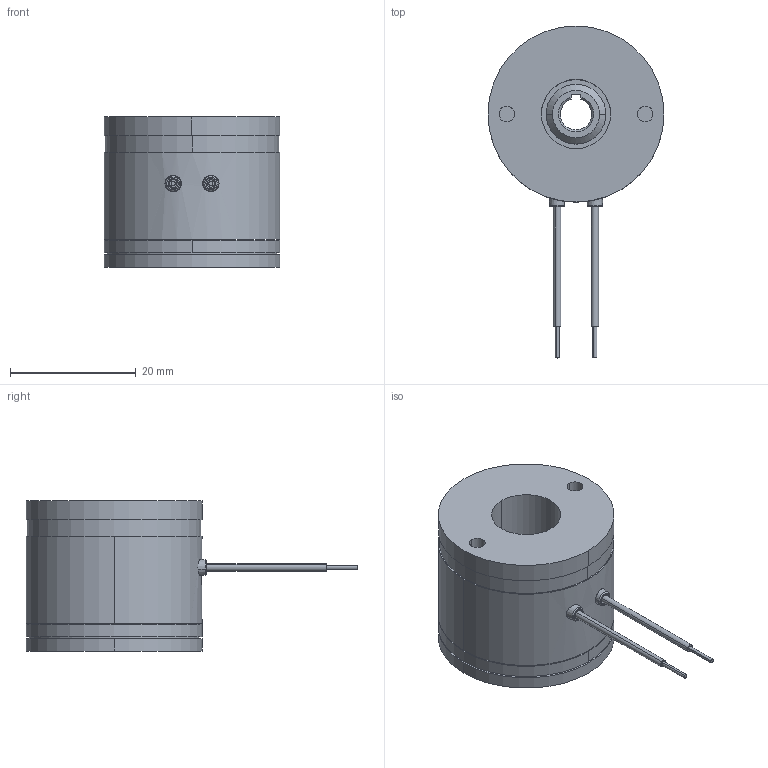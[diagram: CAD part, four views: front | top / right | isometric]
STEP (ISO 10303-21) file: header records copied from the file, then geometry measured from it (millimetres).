
FILE_DESCRIPTION (( 'STEP AP214' ), '1' );
FILE_NAME ('dr_bk_01P1-320_mu.STEP', '2021-11-12T12:34:45', ( '' ), ( '' ), 'SwSTEP 2.0', 'SolidWorks 2019', '' );
FILE_SCHEMA (( 'AUTOMOTIVE_DESIGN' ));
Length unit declared in the file: millimetre
Products named in the file (10): 10068718_000_Einbaul„nge 1,35mm; 10069003_000; 10068718_000_Einbaul„nge 1,4mm; 10068724_000_01.02.331-0062 Nabe; 10069004_000; dr_bk_01P1-320_mu; 10069006_000; 10068954_000; 10068721_000; 10068722_000
Assembly tree (14 placements, depth 4):
  dr_bk_01P1-320_mu
    10068954_000
    10069003_000
      10068724_000_01.02.331-0062 Nabe
      10069004_000
        10069006_000
        10068721_000
        10068722_000  x2
        10068718_000_Einbaul„nge 1,35mm  x2
      10068718_000_Einbaul„nge 1,4mm  x2
      10068722_000  x2
Bounding box: 28 x 52.8 x 23.9 mm (x, y, z)
Volume: 12533.6 mm3; surface area: 7798.3 mm2
Topology: 14 solids, 14 shells, 231 faces, 504 edges, 310 vertices
Faces by surface type: cylinder 115, cone 56, plane 36, torus 16, sphere 8
Entity records: 6352 total; most frequent: CARTESIAN_POINT 1138, DIRECTION 974, ORIENTED_EDGE 760, AXIS2_PLACEMENT_3D 420, EDGE_CURVE 380, VERTEX_POINT 238, CIRCLE 226, EDGE_LOOP 224
